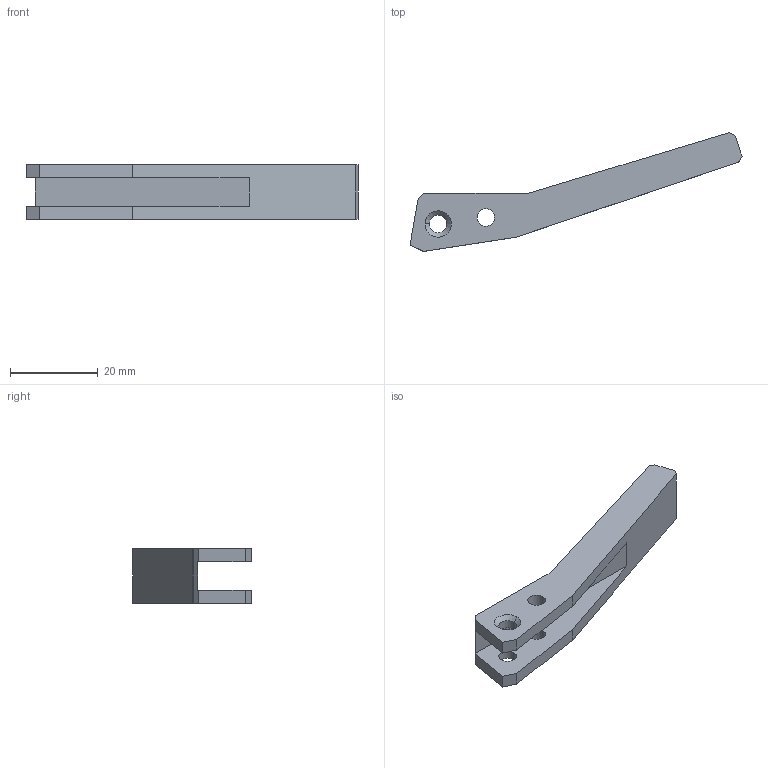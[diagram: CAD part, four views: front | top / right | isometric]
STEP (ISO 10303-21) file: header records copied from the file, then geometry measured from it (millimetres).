
FILE_DESCRIPTION (( 'STEP AP203' ), '1' );
FILE_NAME ('Poignee.STEP', '2021-02-24T21:45:05', ( '' ), ( '' ), 'SwSTEP 2.0', 'SolidWorks 2012', '' );
FILE_SCHEMA (( 'CONFIG_CONTROL_DESIGN' ));
Length unit declared in the file: millimetre
Products named in the file (1): Poignee
Bounding box: 75.75 x 27.13 x 12.5 mm (x, y, z)
Volume: 6035.5 mm3; surface area: 4215.8 mm2
Topology: 1 solids, 1 shells, 32 faces, 85 edges, 56 vertices
Faces by surface type: plane 19, cylinder 11, cone 2
Entity records: 1090 total; most frequent: DIRECTION 175, CARTESIAN_POINT 174, ORIENTED_EDGE 170, EDGE_CURVE 85, LINE 61, VECTOR 61, AXIS2_PLACEMENT_3D 57, VERTEX_POINT 56
